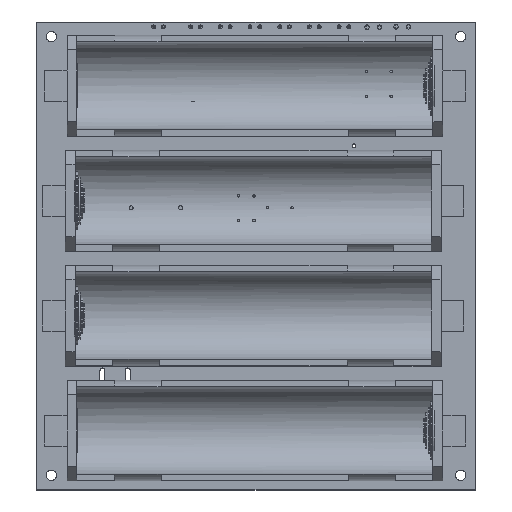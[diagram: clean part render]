
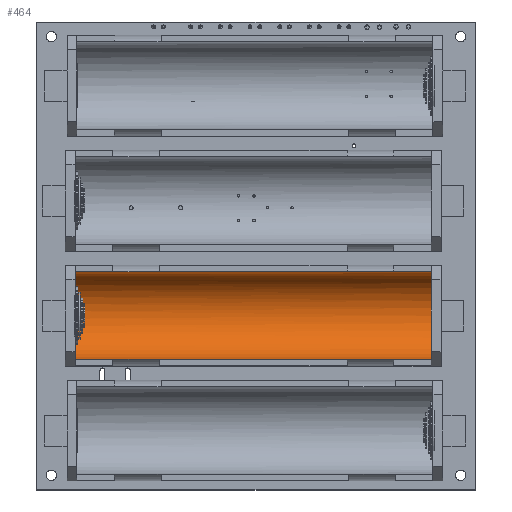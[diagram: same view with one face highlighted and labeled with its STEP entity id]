
A CAD part, top view. The second image highlights one B-rep face of the part: STEP entity #464.
In plain terms, the highlighted cylindrical face has radius 9 mm (diameter 18 mm), a partial arc.
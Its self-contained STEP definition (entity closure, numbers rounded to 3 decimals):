
#299 = EDGE_CURVE('',#300,#302,#304,.T.);
#300 = VERTEX_POINT('',#301);
#301 = CARTESIAN_POINT('',(36.525,8.995,9.6));
#302 = VERTEX_POINT('',#303);
#303 = CARTESIAN_POINT('',(-36.525,8.995,9.6));
#304 = LINE('',#305,#306);
#305 = CARTESIAN_POINT('',(-36.525,8.995,9.6));
#306 = VECTOR('',#307,1.);
#307 = DIRECTION('',(-1.,-0.,-0.));
#464 = ADVANCED_FACE('',(#465),#544,.F.);
#465 = FACE_BOUND('',#466,.F.);
#466 = EDGE_LOOP('',(#467,#477,#486,#494,#503,#510,#511,#520,#529,#537)
  );
#467 = ORIENTED_EDGE('',*,*,#468,.F.);
#468 = EDGE_CURVE('',#469,#471,#473,.T.);
#469 = VERTEX_POINT('',#470);
#470 = CARTESIAN_POINT('',(-36.475,-4.5,1.506));
#471 = VERTEX_POINT('',#472);
#472 = CARTESIAN_POINT('',(-36.525,-4.5,1.506));
#473 = LINE('',#474,#475);
#474 = CARTESIAN_POINT('',(-36.525,-4.5,1.506));
#475 = VECTOR('',#476,1.);
#476 = DIRECTION('',(-1.,-0.,-0.));
#477 = ORIENTED_EDGE('',*,*,#478,.F.);
#478 = EDGE_CURVE('',#479,#469,#481,.T.);
#479 = VERTEX_POINT('',#480);
#480 = CARTESIAN_POINT('',(-36.475,4.5,1.506));
#481 = CIRCLE('',#482,9.);
#482 = AXIS2_PLACEMENT_3D('',#483,#484,#485);
#483 = CARTESIAN_POINT('',(-36.475,0.,9.3));
#484 = DIRECTION('',(-1.,0.,0.));
#485 = DIRECTION('',(0.,1.,0.));
#486 = ORIENTED_EDGE('',*,*,#487,.T.);
#487 = EDGE_CURVE('',#479,#488,#490,.T.);
#488 = VERTEX_POINT('',#489);
#489 = CARTESIAN_POINT('',(-36.525,4.5,1.506));
#490 = LINE('',#491,#492);
#491 = CARTESIAN_POINT('',(-36.525,4.5,1.506));
#492 = VECTOR('',#493,1.);
#493 = DIRECTION('',(-1.,-0.,-0.));
#494 = ORIENTED_EDGE('',*,*,#495,.T.);
#495 = EDGE_CURVE('',#488,#496,#498,.T.);
#496 = VERTEX_POINT('',#497);
#497 = CARTESIAN_POINT('',(-36.525,9.,9.3));
#498 = CIRCLE('',#499,9.);
#499 = AXIS2_PLACEMENT_3D('',#500,#501,#502);
#500 = CARTESIAN_POINT('',(-36.525,0.,9.3));
#501 = DIRECTION('',(1.,0.,0.));
#502 = DIRECTION('',(-0.,1.,0.));
#503 = ORIENTED_EDGE('',*,*,#504,.T.);
#504 = EDGE_CURVE('',#496,#302,#505,.T.);
#505 = CIRCLE('',#506,9.);
#506 = AXIS2_PLACEMENT_3D('',#507,#508,#509);
#507 = CARTESIAN_POINT('',(-36.525,0.,9.3));
#508 = DIRECTION('',(1.,0.,0.));
#509 = DIRECTION('',(-0.,1.,0.));
#510 = ORIENTED_EDGE('',*,*,#299,.F.);
#511 = ORIENTED_EDGE('',*,*,#512,.F.);
#512 = EDGE_CURVE('',#513,#300,#515,.T.);
#513 = VERTEX_POINT('',#514);
#514 = CARTESIAN_POINT('',(36.525,9.,9.3));
#515 = CIRCLE('',#516,9.);
#516 = AXIS2_PLACEMENT_3D('',#517,#518,#519);
#517 = CARTESIAN_POINT('',(36.525,0.,9.3));
#518 = DIRECTION('',(1.,0.,0.));
#519 = DIRECTION('',(-0.,1.,0.));
#520 = ORIENTED_EDGE('',*,*,#521,.F.);
#521 = EDGE_CURVE('',#522,#513,#524,.T.);
#522 = VERTEX_POINT('',#523);
#523 = CARTESIAN_POINT('',(36.525,-8.995,9.6));
#524 = CIRCLE('',#525,9.);
#525 = AXIS2_PLACEMENT_3D('',#526,#527,#528);
#526 = CARTESIAN_POINT('',(36.525,0.,9.3));
#527 = DIRECTION('',(1.,0.,0.));
#528 = DIRECTION('',(-0.,1.,0.));
#529 = ORIENTED_EDGE('',*,*,#530,.T.);
#530 = EDGE_CURVE('',#522,#531,#533,.T.);
#531 = VERTEX_POINT('',#532);
#532 = CARTESIAN_POINT('',(-36.525,-8.995,9.6));
#533 = LINE('',#534,#535);
#534 = CARTESIAN_POINT('',(-36.525,-8.995,9.6));
#535 = VECTOR('',#536,1.);
#536 = DIRECTION('',(-1.,-0.,-0.));
#537 = ORIENTED_EDGE('',*,*,#538,.T.);
#538 = EDGE_CURVE('',#531,#471,#539,.T.);
#539 = CIRCLE('',#540,9.);
#540 = AXIS2_PLACEMENT_3D('',#541,#542,#543);
#541 = CARTESIAN_POINT('',(-36.525,0.,9.3));
#542 = DIRECTION('',(1.,0.,0.));
#543 = DIRECTION('',(-0.,1.,0.));
#544 = CYLINDRICAL_SURFACE('',#545,9.);
#545 = AXIS2_PLACEMENT_3D('',#546,#547,#548);
#546 = CARTESIAN_POINT('',(-36.525,0.,9.3));
#547 = DIRECTION('',(-1.,-0.,-0.));
#548 = DIRECTION('',(0.,1.,0.));
